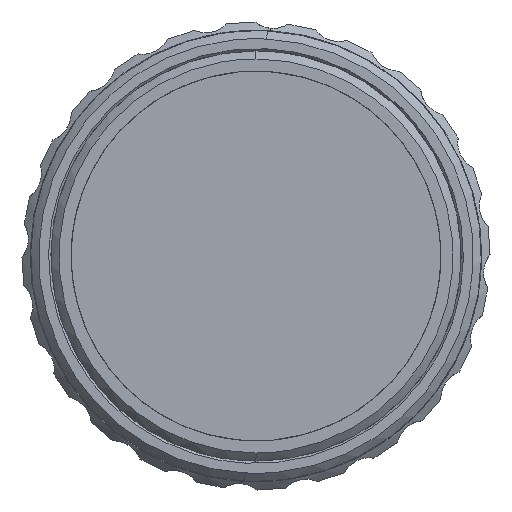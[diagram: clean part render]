
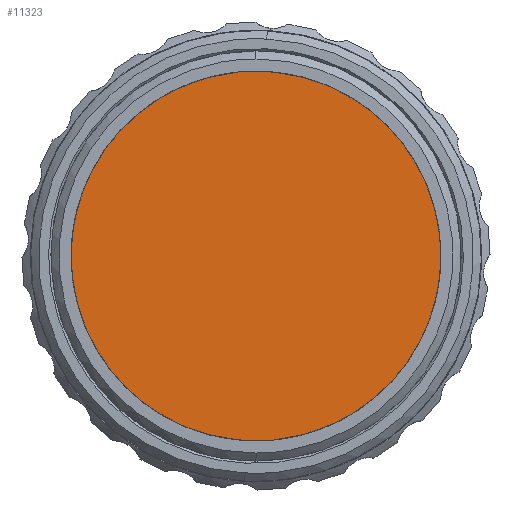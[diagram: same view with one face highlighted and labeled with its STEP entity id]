
A CAD part, left-side view. The second image highlights one B-rep face of the part: STEP entity #11323.
In plain terms, the highlighted planar face has unit normal (-1, 0, 0).
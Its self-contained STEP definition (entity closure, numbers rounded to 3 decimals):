
#579 = CARTESIAN_POINT ( 'NONE',  ( -27.288, -13.229, 9.241 ) ) ;
#2122 = EDGE_CURVE ( 'NONE', #7054, #9412, #8202, .T. ) ;
#2475 = CARTESIAN_POINT ( 'NONE',  ( -27.288, 1.388, 15.94 ) ) ;
#2607 = CARTESIAN_POINT ( 'NONE',  ( -27.288, -1.388, -15.94 ) ) ;
#2883 = CARTESIAN_POINT ( 'NONE',  ( -27.288, 15.161, -5.524 ) ) ;
#3903 = FACE_OUTER_BOUND ( 'NONE', #15224, .T. ) ;
#4929 = CARTESIAN_POINT ( 'NONE',  ( -27.288, 11.893, -10.906 ) ) ;
#4958 = CARTESIAN_POINT ( 'NONE',  ( -27.288, -0.698, 16.121 ) ) ;
#5065 = CARTESIAN_POINT ( 'NONE',  ( -27.288, 10.906, 11.893 ) ) ;
#5219 = DIRECTION ( 'NONE',  ( 0., 1., 0. ) ) ;
#6292 = ORIENTED_EDGE ( 'NONE', *, *, #2122, .F. ) ;
#6563 = CARTESIAN_POINT ( 'NONE',  ( -27.288, 3.475, 15.758 ) ) ;
#6707 = AXIS2_PLACEMENT_3D ( 'NONE', #7273, #21232, #5219 ) ;
#7009 = CARTESIAN_POINT ( 'NONE',  ( -27.288, -6.814, 14.627 ) ) ;
#7054 = VERTEX_POINT ( 'NONE', #23698 ) ;
#7147 = CARTESIAN_POINT ( 'NONE',  ( -27.288, -3.475, -15.758 ) ) ;
#7273 = CARTESIAN_POINT ( 'NONE',  ( -27.288, 0., 0. ) ) ;
#8202 = B_SPLINE_CURVE_WITH_KNOTS ( 'NONE', 3,
 ( #2607, #25267, #19390, #25678, #23633, #4929, #21585, #2883, #11209, #19526, #9157, #15430, #23770, #5065, #13381, #21717, #6563, #2475 ),
 .UNSPECIFIED., .F., .F.,
 ( 4, 2, 2, 2, 2, 2, 2, 2, 4 ),
 ( 0., 0.125, 0.25, 0.375, 0.5, 0.625, 0.75, 0.875, 1. ),
 .UNSPECIFIED. ) ;
#8735 = ORIENTED_EDGE ( 'NONE', *, *, #17922, .F. ) ;
#8918 = CARTESIAN_POINT ( 'NONE',  ( -27.288, -13.6, -8.685 ) ) ;
#9157 = CARTESIAN_POINT ( 'NONE',  ( -27.288, 15.888, 2.82 ) ) ;
#9412 = VERTEX_POINT ( 'NONE', #9677 ) ;
#9677 = CARTESIAN_POINT ( 'NONE',  ( -27.288, 1.388, 15.94 ) ) ;
#10183 = PLANE ( 'NONE',  #6707 ) ;
#10963 = CARTESIAN_POINT ( 'NONE',  ( -27.288, -8.685, 13.6 ) ) ;
#11209 = CARTESIAN_POINT ( 'NONE',  ( -27.288, 15.758, -3.475 ) ) ;
#11242 = CARTESIAN_POINT ( 'NONE',  ( -27.288, -15.758, 3.475 ) ) ;
#11323 = ADVANCED_FACE ( 'NONE', ( #3903 ), #10183, .F. ) ;
#13381 = CARTESIAN_POINT ( 'NONE',  ( -27.288, 9.241, 13.229 ) ) ;
#15187 = CARTESIAN_POINT ( 'NONE',  ( -27.288, -10.906, -11.893 ) ) ;
#15224 = EDGE_LOOP ( 'NONE', ( #8735, #6292 ) ) ;
#15430 = CARTESIAN_POINT ( 'NONE',  ( -27.288, 14.627, 6.814 ) ) ;
#15466 = CARTESIAN_POINT ( 'NONE',  ( -27.288, -15.161, 5.524 ) ) ;
#16964 = CARTESIAN_POINT ( 'NONE',  ( -27.288, -15.888, -2.82 ) ) ;
#17233 = CARTESIAN_POINT ( 'NONE',  ( -27.288, -5.524, -15.161 ) ) ;
#17922 = EDGE_CURVE ( 'NONE', #9412, #7054, #20789, .T. ) ;
#19390 = CARTESIAN_POINT ( 'NONE',  ( -27.288, 2.82, -15.888 ) ) ;
#19526 = CARTESIAN_POINT ( 'NONE',  ( -27.288, 16.121, 0.698 ) ) ;
#19556 = CARTESIAN_POINT ( 'NONE',  ( -27.288, -9.241, -13.229 ) ) ;
#19694 = CARTESIAN_POINT ( 'NONE',  ( -27.288, -2.82, 15.888 ) ) ;
#20789 = B_SPLINE_CURVE_WITH_KNOTS ( 'NONE', 3,
 ( #24398, #4958, #19694, #7009, #10963, #23254, #579, #15466, #11242, #25433, #16964, #25845, #8918, #15187, #19556, #17233, #7147, #25574 ),
 .UNSPECIFIED., .F., .F.,
 ( 4, 2, 2, 2, 2, 2, 2, 2, 4 ),
 ( 0., 0.125, 0.25, 0.375, 0.5, 0.625, 0.75, 0.875, 1. ),
 .UNSPECIFIED. ) ;
#21232 = DIRECTION ( 'NONE',  ( 1., 0., 0. ) ) ;
#21585 = CARTESIAN_POINT ( 'NONE',  ( -27.288, 13.229, -9.241 ) ) ;
#21717 = CARTESIAN_POINT ( 'NONE',  ( -27.288, 5.524, 15.161 ) ) ;
#23254 = CARTESIAN_POINT ( 'NONE',  ( -27.288, -11.893, 10.906 ) ) ;
#23633 = CARTESIAN_POINT ( 'NONE',  ( -27.288, 8.685, -13.6 ) ) ;
#23698 = CARTESIAN_POINT ( 'NONE',  ( -27.288, -1.388, -15.94 ) ) ;
#23770 = CARTESIAN_POINT ( 'NONE',  ( -27.288, 13.6, 8.685 ) ) ;
#24398 = CARTESIAN_POINT ( 'NONE',  ( -27.288, 1.388, 15.94 ) ) ;
#25267 = CARTESIAN_POINT ( 'NONE',  ( -27.288, 0.698, -16.121 ) ) ;
#25433 = CARTESIAN_POINT ( 'NONE',  ( -27.288, -16.121, -0.698 ) ) ;
#25574 = CARTESIAN_POINT ( 'NONE',  ( -27.288, -1.388, -15.94 ) ) ;
#25678 = CARTESIAN_POINT ( 'NONE',  ( -27.288, 6.814, -14.627 ) ) ;
#25845 = CARTESIAN_POINT ( 'NONE',  ( -27.288, -14.627, -6.814 ) ) ;
